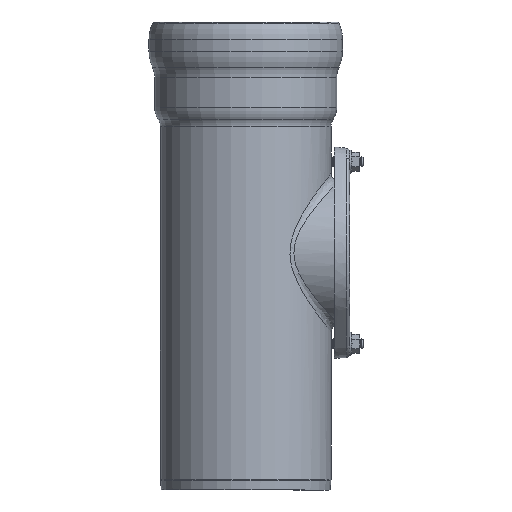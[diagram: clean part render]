
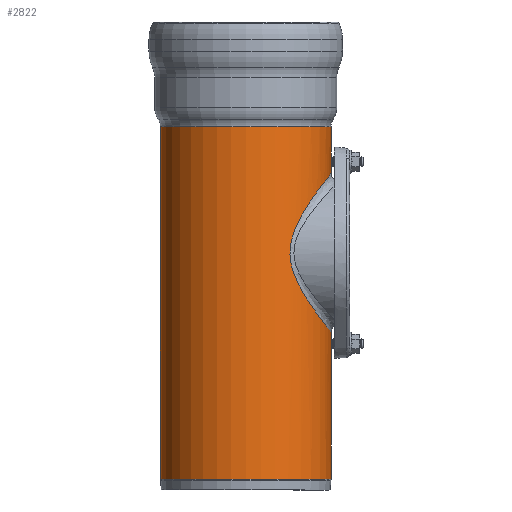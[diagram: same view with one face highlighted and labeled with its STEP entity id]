
A CAD part, left-side view. The second image highlights one B-rep face of the part: STEP entity #2822.
In plain terms, the highlighted cylindrical face has radius 665 mm (diameter 1330 mm), a full revolution.
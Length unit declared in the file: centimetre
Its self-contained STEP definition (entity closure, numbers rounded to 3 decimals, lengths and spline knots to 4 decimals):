
#73=CYLINDRICAL_SURFACE('',#3053,66.5);
#101=B_SPLINE_CURVE_WITH_KNOTS('',3,(#5343,#5344,#5345,#5346,#5347,#5348,
#5349,#5350,#5351,#5352,#5353,#5354,#5355,#5356,#5357,#5358),
 .UNSPECIFIED.,.F.,.F.,(4,1,1,1,1,1,1,1,1,1,1,1,1,4),(-366.7538,
-363.4792,-360.2046,-353.6555,-347.1063,
-340.5571,-334.0079,-327.4588,-314.3604,
-302.7174,-296.8959,-288.1637,-279.4315,
-275.0646),.UNSPECIFIED.);
#102=B_SPLINE_CURVE_WITH_KNOTS('',3,(#5360,#5361,#5362,#5363,#5364,#5365,
#5366,#5367,#5368,#5369,#5370,#5371,#5372,#5373,#5374,#5375,#5376,#5377,
#5378,#5379,#5380,#5381,#5382,#5383,#5384,#5385,#5386,#5387),
 .UNSPECIFIED.,.F.,.F.,(4,1,1,1,1,1,1,1,1,1,1,1,1,1,1,1,1,1,1,1,1,1,1,1,
1,4),(-275.0646,-270.6992,-261.967,-253.2348,
-244.5025,-235.7703,-227.0381,-218.3058,
-209.5736,-200.8414,-196.4753,-192.1091,
-186.2877,-180.4662,-174.6447,-170.2786,
-165.9124,-157.1802,-148.448,-139.7157,
-130.9835,-122.2513,-113.519,-104.7868,
-96.0546,-91.6875),.UNSPECIFIED.);
#103=B_SPLINE_CURVE_WITH_KNOTS('',3,(#5388,#5389,#5390,#5391,#5392,#5393,
#5394,#5395,#5396,#5397,#5398,#5399,#5400,#5401,#5402,#5403,#5404),
 .UNSPECIFIED.,.F.,.F.,(4,1,1,1,1,1,1,1,1,1,1,1,1,1,4),(-91.6875,
-87.3223,-82.9562,-78.5901,-69.8579,
-61.1256,-52.3934,-39.2951,-32.7459,
-26.1967,-19.6475,-13.0984,-6.5492,
-3.2746,0.),.UNSPECIFIED.);
#280=LINE('',#5414,#396);
#281=LINE('',#5416,#397);
#396=VECTOR('',#3530,66.5);
#397=VECTOR('',#3531,66.5);
#591=FACE_OUTER_BOUND('',#781,.T.);
#781=EDGE_LOOP('',(#2007,#2008,#2009,#2010,#2011,#2012,#2013,#2014,#2015,
#2016,#2017));
#988=CIRCLE('',#3054,66.5);
#989=CIRCLE('',#3055,66.5);
#990=CIRCLE('',#3056,66.5);
#991=CIRCLE('',#3057,66.5);
#1195=VERTEX_POINT('',#5281);
#1198=VERTEX_POINT('',#5342);
#1199=VERTEX_POINT('',#5359);
#1201=VERTEX_POINT('',#5410);
#1202=VERTEX_POINT('',#5411);
#1203=VERTEX_POINT('',#5415);
#1204=VERTEX_POINT('',#5417);
#1495=EDGE_CURVE('',#1195,#1198,#101,.T.);
#1496=EDGE_CURVE('',#1198,#1199,#102,.T.);
#1497=EDGE_CURVE('',#1199,#1195,#103,.T.);
#1500=EDGE_CURVE('',#1201,#1202,#988,.T.);
#1501=EDGE_CURVE('',#1202,#1201,#989,.T.);
#1502=EDGE_CURVE('',#1201,#1198,#280,.T.);
#1503=EDGE_CURVE('',#1199,#1203,#281,.T.);
#1504=EDGE_CURVE('',#1203,#1204,#990,.T.);
#1505=EDGE_CURVE('',#1204,#1203,#991,.T.);
#2007=ORIENTED_EDGE('',*,*,#1500,.T.);
#2008=ORIENTED_EDGE('',*,*,#1501,.T.);
#2009=ORIENTED_EDGE('',*,*,#1502,.T.);
#2010=ORIENTED_EDGE('',*,*,#1495,.F.);
#2011=ORIENTED_EDGE('',*,*,#1497,.F.);
#2012=ORIENTED_EDGE('',*,*,#1503,.T.);
#2013=ORIENTED_EDGE('',*,*,#1504,.T.);
#2014=ORIENTED_EDGE('',*,*,#1505,.T.);
#2015=ORIENTED_EDGE('',*,*,#1503,.F.);
#2016=ORIENTED_EDGE('',*,*,#1496,.F.);
#2017=ORIENTED_EDGE('',*,*,#1502,.F.);
#2822=ADVANCED_FACE('',(#591),#73,.T.);
#3053=AXIS2_PLACEMENT_3D('',#5409,#3524,#3525);
#3054=AXIS2_PLACEMENT_3D('',#5412,#3526,#3527);
#3055=AXIS2_PLACEMENT_3D('',#5413,#3528,#3529);
#3056=AXIS2_PLACEMENT_3D('',#5418,#3532,#3533);
#3057=AXIS2_PLACEMENT_3D('',#5419,#3534,#3535);
#3524=DIRECTION('center_axis',(0.,0.,
1.));
#3525=DIRECTION('ref_axis',(0.,1.,0.));
#3526=DIRECTION('center_axis',(0.,0.,
-1.));
#3527=DIRECTION('ref_axis',(0.,-1.,0.));
#3528=DIRECTION('center_axis',(0.,0.,
-1.));
#3529=DIRECTION('ref_axis',(0.,-1.,0.));
#3530=DIRECTION('',(0.,0.,-1.));
#3531=DIRECTION('',(0.,0.,-1.));
#3532=DIRECTION('center_axis',(0.,0.,
1.));
#3533=DIRECTION('ref_axis',(0.,-1.,0.));
#3534=DIRECTION('center_axis',(0.,0.,
1.));
#3535=DIRECTION('ref_axis',(0.,-1.,0.));
#5281=CARTESIAN_POINT('',(48.869,-26.4699,185.));
#5342=CARTESIAN_POINT('',(-8.,-58.4998,246.9998));
#5343=CARTESIAN_POINT('Ctrl Pts',(48.869,-26.4699,185.));
#5344=CARTESIAN_POINT('Ctrl Pts',(48.869,-26.4699,186.2465));
#5345=CARTESIAN_POINT('Ctrl Pts',(48.7997,-26.5845,188.7392));
#5346=CARTESIAN_POINT('Ctrl Pts',(48.3905,-27.2526,193.6608));
#5347=CARTESIAN_POINT('Ctrl Pts',(47.3995,-28.8194,199.585));
#5348=CARTESIAN_POINT('Ctrl Pts',(45.5598,-31.4708,206.2054));
#5349=CARTESIAN_POINT('Ctrl Pts',(43.1532,-34.561,212.3564));
#5350=CARTESIAN_POINT('Ctrl Pts',(40.2214,-37.8706,218.0816));
#5351=CARTESIAN_POINT('Ctrl Pts',(35.6266,-42.3793,225.1824));
#5352=CARTESIAN_POINT('Ctrl Pts',(28.926,-47.6506,232.7133));
#5353=CARTESIAN_POINT('Ctrl Pts',(20.8619,-52.1066,238.7025));
#5354=CARTESIAN_POINT('Ctrl Pts',(13.0846,-55.2033,242.7644));
#5355=CARTESIAN_POINT('Ctrl Pts',(5.5927,-57.3002,245.4692));
#5356=CARTESIAN_POINT('Ctrl Pts',(-1.9012,-58.3434,246.8002));
#5357=CARTESIAN_POINT('Ctrl Pts',(-6.4752,-58.4998,246.9998));
#5358=CARTESIAN_POINT('Ctrl Pts',(-8.,-58.4998,246.9998));
#5359=CARTESIAN_POINT('',(-8.,-58.4997,123.0003));
#5360=CARTESIAN_POINT('Ctrl Pts',(-8.,-58.4998,246.9998));
#5361=CARTESIAN_POINT('Ctrl Pts',(-9.5243,-58.4998,246.9998));
#5362=CARTESIAN_POINT('Ctrl Pts',(-14.0978,-58.3433,246.8002));
#5363=CARTESIAN_POINT('Ctrl Pts',(-21.591,-57.3006,245.4696));
#5364=CARTESIAN_POINT('Ctrl Pts',(-30.0204,-54.9416,242.4269));
#5365=CARTESIAN_POINT('Ctrl Pts',(-37.6656,-51.6976,238.1615));
#5366=CARTESIAN_POINT('Ctrl Pts',(-44.4207,-47.8089,232.8941));
#5367=CARTESIAN_POINT('Ctrl Pts',(-50.2615,-43.5019,226.7916));
#5368=CARTESIAN_POINT('Ctrl Pts',(-55.1948,-38.9933,219.9527));
#5369=CARTESIAN_POINT('Ctrl Pts',(-59.2207,-34.5347,212.4117));
#5370=CARTESIAN_POINT('Ctrl Pts',(-61.7999,-31.135,205.4964));
#5371=CARTESIAN_POINT('Ctrl Pts',(-63.3398,-28.8898,199.5372));
#5372=CARTESIAN_POINT('Ctrl Pts',(-64.3006,-27.4021,194.3355));
#5373=CARTESIAN_POINT('Ctrl Pts',(-64.8958,-26.4263,188.3412));
#5374=CARTESIAN_POINT('Ctrl Pts',(-64.8959,-26.4256,181.6554));
#5375=CARTESIAN_POINT('Ctrl Pts',(-64.3001,-27.4032,175.6616));
#5376=CARTESIAN_POINT('Ctrl Pts',(-63.3393,-28.8906,170.4601));
#5377=CARTESIAN_POINT('Ctrl Pts',(-61.7992,-31.1361,164.5017));
#5378=CARTESIAN_POINT('Ctrl Pts',(-59.2196,-34.5361,157.5854));
#5379=CARTESIAN_POINT('Ctrl Pts',(-55.193,-38.9949,150.0451));
#5380=CARTESIAN_POINT('Ctrl Pts',(-50.2638,-43.4998,143.2113));
#5381=CARTESIAN_POINT('Ctrl Pts',(-44.4213,-47.8087,137.1063));
#5382=CARTESIAN_POINT('Ctrl Pts',(-37.6662,-51.6972,131.839));
#5383=CARTESIAN_POINT('Ctrl Pts',(-30.0221,-54.941,127.5739));
#5384=CARTESIAN_POINT('Ctrl Pts',(-21.5928,-57.3002,124.5309));
#5385=CARTESIAN_POINT('Ctrl Pts',(-14.0989,-58.3433,123.1999));
#5386=CARTESIAN_POINT('Ctrl Pts',(-9.5249,-58.4997,123.0003));
#5387=CARTESIAN_POINT('Ctrl Pts',(-8.,-58.4997,123.0003));
#5388=CARTESIAN_POINT('Ctrl Pts',(-8.,-58.4997,123.0003));
#5389=CARTESIAN_POINT('Ctrl Pts',(-6.4758,-58.4997,123.0003));
#5390=CARTESIAN_POINT('Ctrl Pts',(-3.427,-58.3955,123.1333));
#5391=CARTESIAN_POINT('Ctrl Pts',(1.0949,-57.9266,123.7318));
#5392=CARTESIAN_POINT('Ctrl Pts',(6.9954,-56.9073,125.0375));
#5393=CARTESIAN_POINT('Ctrl Pts',(14.0203,-54.9419,127.5734));
#5394=CARTESIAN_POINT('Ctrl Pts',(21.6645,-51.6978,131.8371));
#5395=CARTESIAN_POINT('Ctrl Pts',(29.5472,-47.1611,137.9859));
#5396=CARTESIAN_POINT('Ctrl Pts',(35.6253,-42.3808,144.8156));
#5397=CARTESIAN_POINT('Ctrl Pts',(40.2194,-37.8726,151.9149));
#5398=CARTESIAN_POINT('Ctrl Pts',(43.1532,-34.5612,157.6431));
#5399=CARTESIAN_POINT('Ctrl Pts',(45.5598,-31.4707,163.7948));
#5400=CARTESIAN_POINT('Ctrl Pts',(47.3995,-28.8194,170.415));
#5401=CARTESIAN_POINT('Ctrl Pts',(48.3904,-27.2526,176.3392));
#5402=CARTESIAN_POINT('Ctrl Pts',(48.7997,-26.5845,181.2608));
#5403=CARTESIAN_POINT('Ctrl Pts',(48.869,-26.4699,183.7535));
#5404=CARTESIAN_POINT('Ctrl Pts',(48.869,-26.4699,185.));
#5409=CARTESIAN_POINT('Origin',(-8.,8.,14.2074));
#5410=CARTESIAN_POINT('',(-8.,-58.5,283.3939));
#5411=CARTESIAN_POINT('',(-74.5,8.,283.3939));
#5412=CARTESIAN_POINT('Origin',(-8.,8.,283.3939));
#5413=CARTESIAN_POINT('Origin',(-8.,8.,283.3939));
#5414=CARTESIAN_POINT('',(-8.,-58.5,14.2074));
#5415=CARTESIAN_POINT('',(-8.,-58.5,8.4148));
#5416=CARTESIAN_POINT('',(-8.,-58.5,14.2074));
#5417=CARTESIAN_POINT('',(58.5,8.,8.4148));
#5418=CARTESIAN_POINT('Origin',(-8.,8.,8.4148));
#5419=CARTESIAN_POINT('Origin',(-8.,8.,8.4148));
